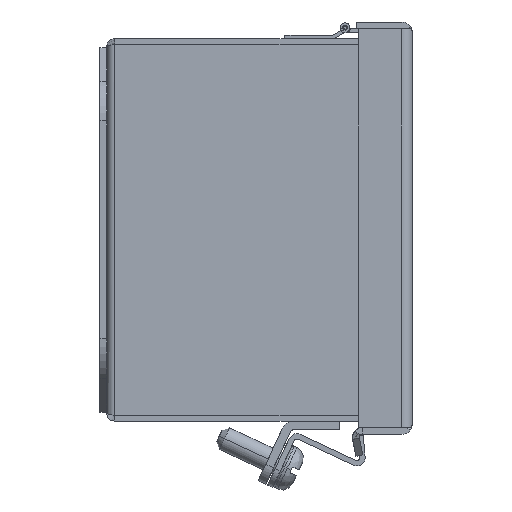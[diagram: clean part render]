
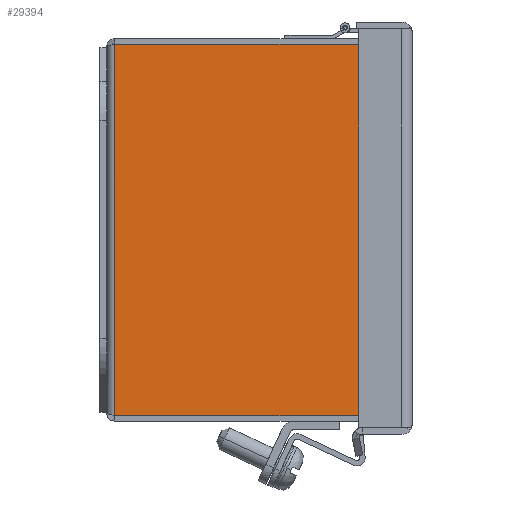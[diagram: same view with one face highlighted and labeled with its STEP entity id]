
A CAD part, front view. The second image highlights one B-rep face of the part: STEP entity #29394.
In plain terms, the highlighted face is planar.
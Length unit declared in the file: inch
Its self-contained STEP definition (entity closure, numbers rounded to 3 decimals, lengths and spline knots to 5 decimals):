
#671 = VERTEX_POINT ( 'NONE', #1448 ) ;
#941 = DIRECTION ( 'NONE',  ( 0., 1., 0. ) ) ;
#1323 = VERTEX_POINT ( 'NONE', #17951 ) ;
#1448 = CARTESIAN_POINT ( 'NONE',  ( 1.94289, -0.086, -3. ) ) ;
#2490 = AXIS2_PLACEMENT_3D ( 'NONE', #21495, #25989, #7391 ) ;
#2929 = CARTESIAN_POINT ( 'NONE',  ( 1.75489, -2.87102, -3. ) ) ;
#3168 = CARTESIAN_POINT ( 'NONE',  ( -1.94289, 0., -3. ) ) ;
#3416 = LINE ( 'NONE', #22012, #29132 ) ;
#3587 = VERTEX_POINT ( 'NONE', #12745 ) ;
#4386 = DIRECTION ( 'NONE',  ( 0., 0., 1. ) ) ;
#5176 = ORIENTED_EDGE ( 'NONE', *, *, #20641, .F. ) ;
#6149 = VERTEX_POINT ( 'NONE', #24027 ) ;
#6376 = CARTESIAN_POINT ( 'NONE',  ( -13.527, -2.914, -3. ) ) ;
#6471 = DIRECTION ( 'NONE',  ( 1., 0., 0. ) ) ;
#7391 = DIRECTION ( 'NONE',  ( 0., -1., 0. ) ) ;
#7570 = DIRECTION ( 'NONE',  ( 0., -1., 0. ) ) ;
#10295 = ORIENTED_EDGE ( 'NONE', *, *, #25910, .F. ) ;
#11180 = LINE ( 'NONE', #6376, #25157 ) ;
#11514 = ORIENTED_EDGE ( 'NONE', *, *, #23065, .F. ) ;
#11999 = ORIENTED_EDGE ( 'NONE', *, *, #22489, .F. ) ;
#12745 = CARTESIAN_POINT ( 'NONE',  ( 1.93791, -2.914, -3. ) ) ;
#15119 = CIRCLE ( 'NONE', #26037, 0.188 ) ;
#15391 = CIRCLE ( 'NONE', #2490, 0.188 ) ;
#16085 = EDGE_CURVE ( 'NONE', #1323, #3587, #11180, .T. ) ;
#16087 = CARTESIAN_POINT ( 'NONE',  ( -13.527, 0., -3. ) ) ;
#16434 = EDGE_LOOP ( 'NONE', ( #11999, #26472, #11514, #21230, #10295, #5176 ) ) ;
#16803 = DIRECTION ( 'NONE',  ( 0., 0., 1. ) ) ;
#17115 = CARTESIAN_POINT ( 'NONE',  ( -1.94289, -0.086, -3. ) ) ;
#17951 = CARTESIAN_POINT ( 'NONE',  ( -1.93791, -2.914, -3. ) ) ;
#18344 = DIRECTION ( 'NONE',  ( 1., 0., 0. ) ) ;
#19870 = CARTESIAN_POINT ( 'NONE',  ( 1.94289, -2.87102, -3. ) ) ;
#20641 = EDGE_CURVE ( 'NONE', #22679, #671, #3416, .T. ) ;
#20733 = EDGE_CURVE ( 'NONE', #30334, #6149, #26568, .T. ) ;
#21230 = ORIENTED_EDGE ( 'NONE', *, *, #20733, .F. ) ;
#21495 = CARTESIAN_POINT ( 'NONE',  ( -1.75489, -2.87102, -3. ) ) ;
#21643 = DIRECTION ( 'NONE',  ( 1., 0., 0. ) ) ;
#22012 = CARTESIAN_POINT ( 'NONE',  ( 1.94289, 0., -3. ) ) ;
#22489 = EDGE_CURVE ( 'NONE', #3587, #22679, #15119, .T. ) ;
#22679 = VERTEX_POINT ( 'NONE', #19870 ) ;
#23065 = EDGE_CURVE ( 'NONE', #6149, #1323, #15391, .T. ) ;
#23249 = VECTOR ( 'NONE', #7570, 39.37008 ) ;
#24027 = CARTESIAN_POINT ( 'NONE',  ( -1.94289, -2.87102, -3. ) ) ;
#25157 = VECTOR ( 'NONE', #6471, 39.37008 ) ;
#25423 = PLANE ( 'NONE',  #29072 ) ;
#25910 = EDGE_CURVE ( 'NONE', #671, #30334, #27100, .T. ) ;
#25989 = DIRECTION ( 'NONE',  ( 0., 0., 1. ) ) ;
#26037 = AXIS2_PLACEMENT_3D ( 'NONE', #2929, #16803, #21643 ) ;
#26224 = FACE_OUTER_BOUND ( 'NONE', #16434, .T. ) ;
#26472 = ORIENTED_EDGE ( 'NONE', *, *, #16085, .F. ) ;
#26568 = LINE ( 'NONE', #3168, #23249 ) ;
#27100 = LINE ( 'NONE', #30408, #29664 ) ;
#27931 = DIRECTION ( 'NONE',  ( -1., 0., 0. ) ) ;
#29072 = AXIS2_PLACEMENT_3D ( 'NONE', #16087, #4386, #18344 ) ;
#29132 = VECTOR ( 'NONE', #941, 39.37008 ) ;
#29394 = ADVANCED_FACE ( 'NONE', ( #26224 ), #25423, .F. ) ;
#29664 = VECTOR ( 'NONE', #27931, 39.37008 ) ;
#30334 = VERTEX_POINT ( 'NONE', #17115 ) ;
#30408 = CARTESIAN_POINT ( 'NONE',  ( 1.914, -0.086, -3. ) ) ;
